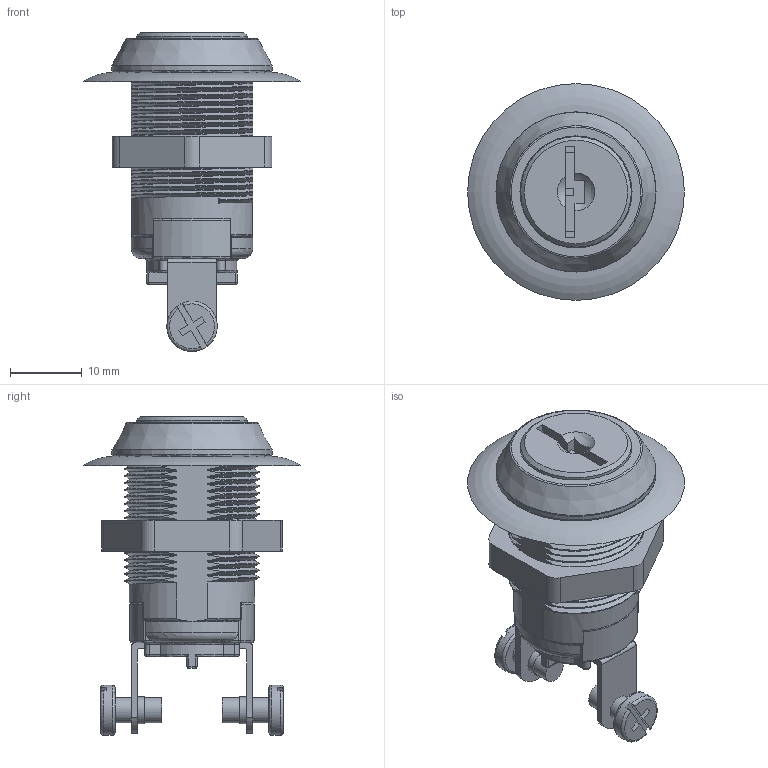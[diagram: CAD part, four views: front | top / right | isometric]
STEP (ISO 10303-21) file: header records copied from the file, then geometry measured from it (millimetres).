
FILE_DESCRIPTION(/* description */ ('STEP AP203'),/* implementation_level */ '2;1');
FILE_NAME(/* name */ 'Key Switch.stp',/* time_stamp */ '2024-02-16T09:26:31-06:00',/* author */ ('18179'),/* organization */ ('Managed by Terraform'),/* preprocessor_version */ 'ST-DEVELOPER v19.2',/* originating_system */ 'Autodesk Inventor 2024',/* authorisation */ '');
FILE_SCHEMA (('AUTOMOTIVE_DESIGN { 1 0 10303 214 3 1 1 }'));
Length unit declared in the file: inch
Products named in the file (1): 7188K32_3 4 Panel-Mount Key Switch
Bounding box: 30.16 x 30.16 x 44.35 mm (x, y, z)
Volume: 8126.6 mm3; surface area: 9079.3 mm2
Topology: 2 solids, 3 shells, 539 faces, 1476 edges, 954 vertices
Faces by surface type: plane 196, cylinder 189, bspline 85, torus 53, sphere 14, cone 2
Full cylindrical faces by diameter (mm): 3.2 x2, 3.226 x2, 3.5 x4, 3.746 x2, 4.178 x1, 5.804 x2, 6.325 x1, 7 x2, 12.471 x2, 12.776 x1, 13.97 x1, 15.392 x1, 15.596 x1, 19.05 x1, 22.276 x1
Entity records: 29347 total; most frequent: CARTESIAN_POINT 15870, ORIENTED_EDGE 2944, DIRECTION 2312, EDGE_CURVE 1472, VERTEX_POINT 954, AXIS2_PLACEMENT_3D 815, LINE 682, VECTOR 682
